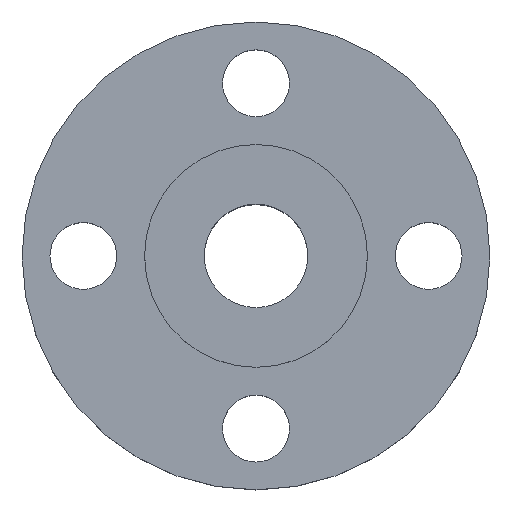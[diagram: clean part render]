
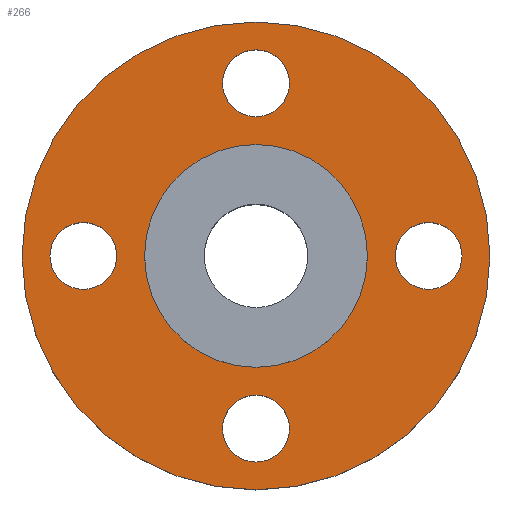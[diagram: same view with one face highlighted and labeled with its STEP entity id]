
A CAD part, top view. The second image highlights one B-rep face of the part: STEP entity #266.
In plain terms, the highlighted planar face has unit normal (0, 0, 1).
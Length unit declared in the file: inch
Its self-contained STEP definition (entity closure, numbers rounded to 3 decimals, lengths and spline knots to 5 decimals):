
#14 = EDGE_LOOP ( 'NONE', ( #27, #268 ) ) ;
#27 = ORIENTED_EDGE ( 'NONE', *, *, #474, .F. ) ;
#29 = ORIENTED_EDGE ( 'NONE', *, *, #230, .T. ) ;
#44 = CIRCLE ( 'NONE', #701, 2.625 ) ;
#52 = DIRECTION ( 'NONE',  ( 0., 0., 1. ) ) ;
#54 = DIRECTION ( 'NONE',  ( -1., 0., 0. ) ) ;
#59 = CARTESIAN_POINT ( 'NONE',  ( 0., 1.25, -0.25 ) ) ;
#60 = VERTEX_POINT ( 'NONE', #582 ) ;
#69 = EDGE_CURVE ( 'NONE', #282, #405, #227, .T. ) ;
#71 = DIRECTION ( 'NONE',  ( 0., 0., 1. ) ) ;
#75 = DIRECTION ( 'NONE',  ( 1., 0., 0. ) ) ;
#78 = AXIS2_PLACEMENT_3D ( 'NONE', #59, #392, #54 ) ;
#113 = DIRECTION ( 'NONE',  ( 0., 0., 1. ) ) ;
#114 = CARTESIAN_POINT ( 'NONE',  ( -0.375, -1.9375, -0.25 ) ) ;
#119 = VERTEX_POINT ( 'NONE', #299 ) ;
#120 = PLANE ( 'NONE',  #78 ) ;
#128 = DIRECTION ( 'NONE',  ( 0., -1., 0. ) ) ;
#133 = DIRECTION ( 'NONE',  ( 0., 0., 1. ) ) ;
#134 = CARTESIAN_POINT ( 'NONE',  ( 0., 1.9375, -0.25 ) ) ;
#146 = CIRCLE ( 'NONE', #190, 1.25 ) ;
#151 = VERTEX_POINT ( 'NONE', #618 ) ;
#156 = AXIS2_PLACEMENT_3D ( 'NONE', #134, #535, #128 ) ;
#167 = DIRECTION ( 'NONE',  ( 0., 0., 1. ) ) ;
#181 = CARTESIAN_POINT ( 'NONE',  ( 0., 0., -0.25 ) ) ;
#190 = AXIS2_PLACEMENT_3D ( 'NONE', #759, #133, #75 ) ;
#196 = ORIENTED_EDGE ( 'NONE', *, *, #220, .F. ) ;
#206 = CIRCLE ( 'NONE', #689, 0.375 ) ;
#215 = VERTEX_POINT ( 'NONE', #518 ) ;
#220 = EDGE_CURVE ( 'NONE', #151, #119, #341, .T. ) ;
#221 = EDGE_LOOP ( 'NONE', ( #501, #808 ) ) ;
#227 = CIRCLE ( 'NONE', #156, 0.375 ) ;
#230 = EDGE_CURVE ( 'NONE', #233, #60, #44, .T. ) ;
#233 = VERTEX_POINT ( 'NONE', #762 ) ;
#244 = CIRCLE ( 'NONE', #528, 0.375 ) ;
#258 = EDGE_CURVE ( 'NONE', #405, #282, #824, .T. ) ;
#261 = AXIS2_PLACEMENT_3D ( 'NONE', #733, #669, #402 ) ;
#266 = ADVANCED_FACE ( 'NONE', ( #529, #324, #592, #455, #713, #650 ), #120, .F. ) ;
#268 = ORIENTED_EDGE ( 'NONE', *, *, #409, .F. ) ;
#280 = DIRECTION ( 'NONE',  ( 0., 1., 0. ) ) ;
#282 = VERTEX_POINT ( 'NONE', #617 ) ;
#288 = CIRCLE ( 'NONE', #261, 2.625 ) ;
#299 = CARTESIAN_POINT ( 'NONE',  ( -1.25, 0., -0.25 ) ) ;
#301 = DIRECTION ( 'NONE',  ( 0., 0., 1. ) ) ;
#308 = DIRECTION ( 'NONE',  ( 1., 0., 0. ) ) ;
#318 = DIRECTION ( 'NONE',  ( 0., -1., 0. ) ) ;
#321 = ORIENTED_EDGE ( 'NONE', *, *, #616, .F. ) ;
#324 = FACE_BOUND ( 'NONE', #14, .T. ) ;
#334 = CARTESIAN_POINT ( 'NONE',  ( 0., 1.9375, -0.25 ) ) ;
#341 = CIRCLE ( 'NONE', #425, 1.25 ) ;
#375 = CARTESIAN_POINT ( 'NONE',  ( -1.9375, 0., -0.25 ) ) ;
#376 = DIRECTION ( 'NONE',  ( 1., 0., 0. ) ) ;
#384 = CARTESIAN_POINT ( 'NONE',  ( 0., 0., -0.25 ) ) ;
#392 = DIRECTION ( 'NONE',  ( 0., 0., -1. ) ) ;
#402 = DIRECTION ( 'NONE',  ( 1., 0., 0. ) ) ;
#405 = VERTEX_POINT ( 'NONE', #590 ) ;
#407 = DIRECTION ( 'NONE',  ( 0., 0., 1. ) ) ;
#408 = VERTEX_POINT ( 'NONE', #860 ) ;
#409 = EDGE_CURVE ( 'NONE', #215, #408, #627, .T. ) ;
#413 = VERTEX_POINT ( 'NONE', #857 ) ;
#420 = DIRECTION ( 'NONE',  ( 0., 1., 0. ) ) ;
#425 = AXIS2_PLACEMENT_3D ( 'NONE', #181, #301, #376 ) ;
#426 = EDGE_LOOP ( 'NONE', ( #321, #686 ) ) ;
#452 = VERTEX_POINT ( 'NONE', #719 ) ;
#453 = AXIS2_PLACEMENT_3D ( 'NONE', #334, #52, #318 ) ;
#454 = AXIS2_PLACEMENT_3D ( 'NONE', #800, #680, #722 ) ;
#455 = FACE_BOUND ( 'NONE', #426, .T. ) ;
#471 = DIRECTION ( 'NONE',  ( 0., 0., 1. ) ) ;
#474 = EDGE_CURVE ( 'NONE', #408, #215, #601, .T. ) ;
#501 = ORIENTED_EDGE ( 'NONE', *, *, #690, .F. ) ;
#514 = AXIS2_PLACEMENT_3D ( 'NONE', #527, #407, #420 ) ;
#518 = CARTESIAN_POINT ( 'NONE',  ( 1.5625, 0., -0.25 ) ) ;
#527 = CARTESIAN_POINT ( 'NONE',  ( 0., -1.9375, -0.25 ) ) ;
#528 = AXIS2_PLACEMENT_3D ( 'NONE', #837, #113, #707 ) ;
#529 = FACE_BOUND ( 'NONE', #693, .T. ) ;
#535 = DIRECTION ( 'NONE',  ( 0., 0., 1. ) ) ;
#538 = DIRECTION ( 'NONE',  ( -1., 0., 0. ) ) ;
#546 = EDGE_CURVE ( 'NONE', #811, #452, #757, .T. ) ;
#569 = EDGE_CURVE ( 'NONE', #817, #413, #244, .T. ) ;
#575 = CARTESIAN_POINT ( 'NONE',  ( -2.3125, 0., -0.25 ) ) ;
#582 = CARTESIAN_POINT ( 'NONE',  ( -2.625, 0., -0.25 ) ) ;
#585 = ORIENTED_EDGE ( 'NONE', *, *, #69, .F. ) ;
#590 = CARTESIAN_POINT ( 'NONE',  ( 0.375, 1.9375, -0.25 ) ) ;
#592 = FACE_BOUND ( 'NONE', #221, .T. ) ;
#601 = CIRCLE ( 'NONE', #825, 0.375 ) ;
#612 = ORIENTED_EDGE ( 'NONE', *, *, #258, .F. ) ;
#616 = EDGE_CURVE ( 'NONE', #413, #817, #206, .T. ) ;
#617 = CARTESIAN_POINT ( 'NONE',  ( -0.375, 1.9375, -0.25 ) ) ;
#618 = CARTESIAN_POINT ( 'NONE',  ( 1.25, 0., -0.25 ) ) ;
#625 = ORIENTED_EDGE ( 'NONE', *, *, #709, .T. ) ;
#627 = CIRCLE ( 'NONE', #454, 0.375 ) ;
#632 = DIRECTION ( 'NONE',  ( 1., 0., 0. ) ) ;
#644 = DIRECTION ( 'NONE',  ( 0., 0., 1. ) ) ;
#650 = FACE_OUTER_BOUND ( 'NONE', #681, .T. ) ;
#669 = DIRECTION ( 'NONE',  ( 0., 0., 1. ) ) ;
#677 = EDGE_CURVE ( 'NONE', #119, #151, #146, .T. ) ;
#678 = CARTESIAN_POINT ( 'NONE',  ( 0., -1.9375, -0.25 ) ) ;
#680 = DIRECTION ( 'NONE',  ( 0., 0., 1. ) ) ;
#681 = EDGE_LOOP ( 'NONE', ( #29, #625 ) ) ;
#686 = ORIENTED_EDGE ( 'NONE', *, *, #569, .F. ) ;
#689 = AXIS2_PLACEMENT_3D ( 'NONE', #375, #167, #632 ) ;
#690 = EDGE_CURVE ( 'NONE', #452, #811, #703, .T. ) ;
#693 = EDGE_LOOP ( 'NONE', ( #612, #585 ) ) ;
#701 = AXIS2_PLACEMENT_3D ( 'NONE', #384, #644, #308 ) ;
#703 = CIRCLE ( 'NONE', #744, 0.375 ) ;
#707 = DIRECTION ( 'NONE',  ( 1., 0., 0. ) ) ;
#709 = EDGE_CURVE ( 'NONE', #60, #233, #288, .T. ) ;
#713 = FACE_BOUND ( 'NONE', #814, .T. ) ;
#714 = ORIENTED_EDGE ( 'NONE', *, *, #677, .F. ) ;
#719 = CARTESIAN_POINT ( 'NONE',  ( 0.375, -1.9375, -0.25 ) ) ;
#722 = DIRECTION ( 'NONE',  ( -1., 0., 0. ) ) ;
#733 = CARTESIAN_POINT ( 'NONE',  ( 0., 0., -0.25 ) ) ;
#744 = AXIS2_PLACEMENT_3D ( 'NONE', #678, #471, #280 ) ;
#757 = CIRCLE ( 'NONE', #514, 0.375 ) ;
#759 = CARTESIAN_POINT ( 'NONE',  ( 0., 0., -0.25 ) ) ;
#762 = CARTESIAN_POINT ( 'NONE',  ( 2.625, 0., -0.25 ) ) ;
#800 = CARTESIAN_POINT ( 'NONE',  ( 1.9375, 0., -0.25 ) ) ;
#808 = ORIENTED_EDGE ( 'NONE', *, *, #546, .F. ) ;
#811 = VERTEX_POINT ( 'NONE', #114 ) ;
#814 = EDGE_LOOP ( 'NONE', ( #196, #714 ) ) ;
#817 = VERTEX_POINT ( 'NONE', #575 ) ;
#824 = CIRCLE ( 'NONE', #453, 0.375 ) ;
#825 = AXIS2_PLACEMENT_3D ( 'NONE', #855, #71, #538 ) ;
#837 = CARTESIAN_POINT ( 'NONE',  ( -1.9375, 0., -0.25 ) ) ;
#855 = CARTESIAN_POINT ( 'NONE',  ( 1.9375, 0., -0.25 ) ) ;
#857 = CARTESIAN_POINT ( 'NONE',  ( -1.5625, 0., -0.25 ) ) ;
#860 = CARTESIAN_POINT ( 'NONE',  ( 2.3125, 0., -0.25 ) ) ;
